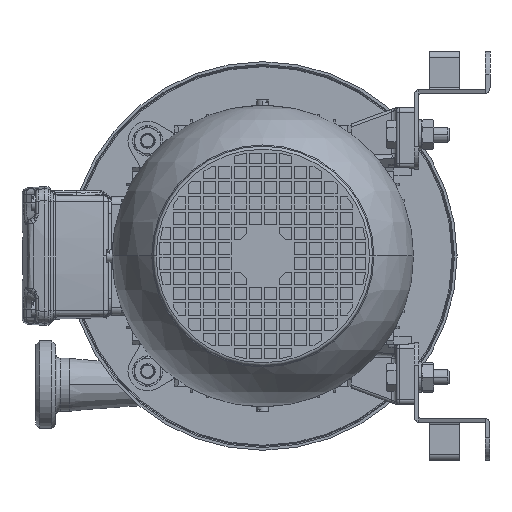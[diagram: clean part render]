
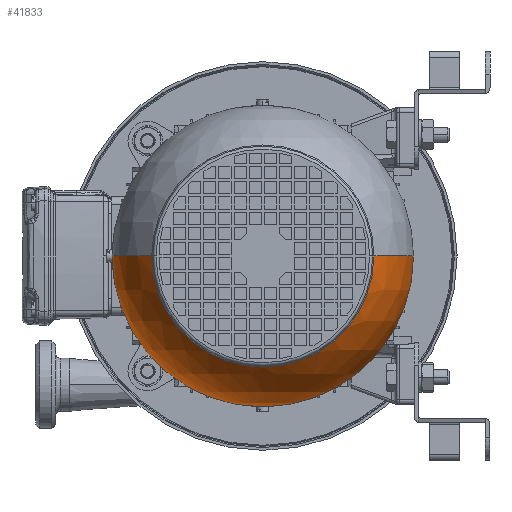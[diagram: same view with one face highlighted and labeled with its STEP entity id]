
A CAD part, left-side view. The second image highlights one B-rep face of the part: STEP entity #41833.
In plain terms, the highlighted spherical face has radius 99.5 mm.
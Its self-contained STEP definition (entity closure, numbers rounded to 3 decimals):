
#4641 = ORIENTED_EDGE ( 'NONE', *, *, #75116, .T. ) ;
#4742 = DIRECTION ( 'NONE',  ( 1., 0., 0. ) ) ;
#5636 = DIRECTION ( 'NONE',  ( 0., -1., 0. ) ) ;
#5849 = DIRECTION ( 'NONE',  ( 0., 1., 0. ) ) ;
#8902 = ORIENTED_EDGE ( 'NONE', *, *, #78602, .F. ) ;
#9058 = AXIS2_PLACEMENT_3D ( 'NONE', #100298, #52938, #5636 ) ;
#13913 = AXIS2_PLACEMENT_3D ( 'NONE', #52049, #4742, #59992 ) ;
#15428 = CARTESIAN_POINT ( 'NONE',  ( 0., 0., -111.05 ) ) ;
#16169 = CARTESIAN_POINT ( 'NONE',  ( 0., 73.29, -178.346 ) ) ;
#18476 = EDGE_LOOP ( 'NONE', ( #56982, #4641, #88256, #8902 ) ) ;
#19549 = VERTEX_POINT ( 'NONE', #43982 ) ;
#23368 = DIRECTION ( 'NONE',  ( 0., 1., 0. ) ) ;
#26814 = EDGE_CURVE ( 'NONE', #27657, #19549, #55877, .T. ) ;
#27657 = VERTEX_POINT ( 'NONE', #42499 ) ;
#29246 = SPHERICAL_SURFACE ( 'NONE', #76898, 99.5 ) ;
#31146 = DIRECTION ( 'NONE',  ( -1., 0., 0. ) ) ;
#32110 = AXIS2_PLACEMENT_3D ( 'NONE', #78459, #31146, #86401 ) ;
#41833 = ADVANCED_FACE ( 'NONE', ( #94750 ), #29246, .T. ) ;
#42499 = CARTESIAN_POINT ( 'NONE',  ( 0., 99.5, -111.05 ) ) ;
#43982 = CARTESIAN_POINT ( 'NONE',  ( 0., -99.5, -111.05 ) ) ;
#45225 = CARTESIAN_POINT ( 'NONE',  ( 0., 0., -111.05 ) ) ;
#52049 = CARTESIAN_POINT ( 'NONE',  ( 0., 0., -111.05 ) ) ;
#52938 = DIRECTION ( 'NONE',  ( 0., 0., 1. ) ) ;
#55877 = CIRCLE ( 'NONE', #88441, 99.5 ) ;
#56496 = CIRCLE ( 'NONE', #13913, 99.5 ) ;
#56982 = ORIENTED_EDGE ( 'NONE', *, *, #26814, .T. ) ;
#57882 = VERTEX_POINT ( 'NONE', #65861 ) ;
#58150 = CIRCLE ( 'NONE', #9058, 73.29 ) ;
#59992 = DIRECTION ( 'NONE',  ( 0., 1., 0. ) ) ;
#65861 = CARTESIAN_POINT ( 'NONE',  ( 0., -73.29, -178.346 ) ) ;
#70620 = DIRECTION ( 'NONE',  ( 0., 0., -1. ) ) ;
#72250 = EDGE_CURVE ( 'NONE', #57882, #88631, #58150, .T. ) ;
#75116 = EDGE_CURVE ( 'NONE', #19549, #57882, #56496, .T. ) ;
#76898 = AXIS2_PLACEMENT_3D ( 'NONE', #45225, #100519, #5849 ) ;
#78459 = CARTESIAN_POINT ( 'NONE',  ( 0., 0., -111.05 ) ) ;
#78602 = EDGE_CURVE ( 'NONE', #27657, #88631, #97863, .T. ) ;
#86401 = DIRECTION ( 'NONE',  ( 0., 0., 1. ) ) ;
#88256 = ORIENTED_EDGE ( 'NONE', *, *, #72250, .T. ) ;
#88441 = AXIS2_PLACEMENT_3D ( 'NONE', #15428, #70620, #23368 ) ;
#88631 = VERTEX_POINT ( 'NONE', #16169 ) ;
#94750 = FACE_OUTER_BOUND ( 'NONE', #18476, .T. ) ;
#97863 = CIRCLE ( 'NONE', #32110, 99.5 ) ;
#100298 = CARTESIAN_POINT ( 'NONE',  ( 0., 0., -178.346 ) ) ;
#100519 = DIRECTION ( 'NONE',  ( 1., 0., 0. ) ) ;
